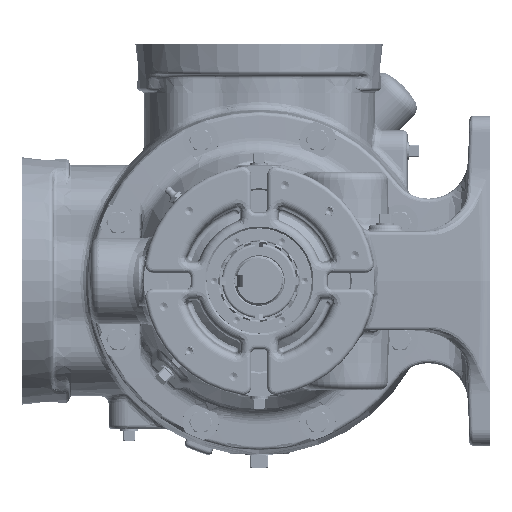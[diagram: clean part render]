
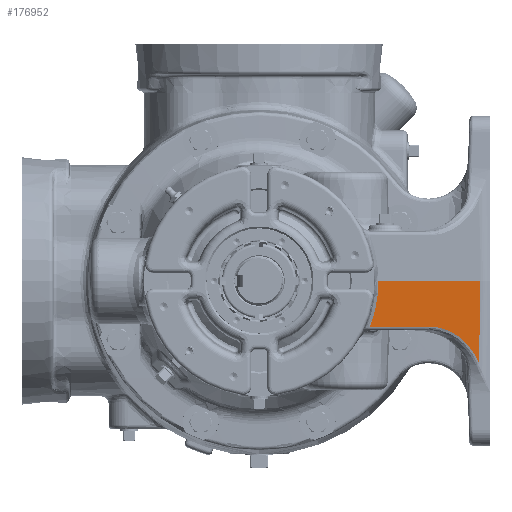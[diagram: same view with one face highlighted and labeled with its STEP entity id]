
A CAD part, left-side view. The second image highlights one B-rep face of the part: STEP entity #176952.
In plain terms, the highlighted planar face has unit normal (-0.642, -0.766, -0.035).
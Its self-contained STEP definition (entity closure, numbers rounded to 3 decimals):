
#3049 = PLANE ( 'NONE',  #308614 ) ;
#6217 = FACE_OUTER_BOUND ( 'NONE', #227195, .T. ) ;
#11862 = CARTESIAN_POINT ( 'NONE',  ( -151.967, -170.39, -0.096 ) ) ;
#13171 = CARTESIAN_POINT ( 'NONE',  ( -149.757, -169.359, -63.389 ) ) ;
#19146 = DIRECTION ( 'NONE',  ( 0.766, -0.643, 0. ) ) ;
#23275 = EDGE_CURVE ( 'NONE', #81343, #220882, #170127, .T. ) ;
#30220 = CARTESIAN_POINT ( 'NONE',  ( -245.542, -91.876, 0. ) ) ;
#32918 = DIRECTION ( 'NONE',  ( 0.766, -0.643, 0. ) ) ;
#34230 = VERTEX_POINT ( 'NONE', #147889 ) ;
#35926 = LINE ( 'NONE', #11862, #233496 ) ;
#40470 = CARTESIAN_POINT ( 'NONE',  ( -197.121, -130.903, -35.158 ) ) ;
#45378 = CARTESIAN_POINT ( 'NONE',  ( -149.757, -169.359, -63.389 ) ) ;
#51195 = CARTESIAN_POINT ( 'NONE',  ( -136.924, -183.017, 0. ) ) ;
#53326 = EDGE_CURVE ( 'NONE', #34230, #256803, #314416, .T. ) ;
#65984 = CARTESIAN_POINT ( 'NONE',  ( -176.835, -147.926, -35.158 ) ) ;
#71970 = CARTESIAN_POINT ( 'NONE',  ( -246.892, -89.654, -23.882 ) ) ;
#78306 = CARTESIAN_POINT ( 'NONE',  ( -251.307, -85.435, -35.158 ) ) ;
#81343 = VERTEX_POINT ( 'NONE', #40470 ) ;
#97094 = VECTOR ( 'NONE', #19146, 1000. ) ;
#115177 = ORIENTED_EDGE ( 'NONE', *, *, #296483, .F. ) ;
#117287 = CARTESIAN_POINT ( 'NONE',  ( -197.121, -130.903, -35.158 ) ) ;
#124990 = DIRECTION ( 'NONE',  ( 0.766, -0.643, 0. ) ) ;
#132361 = LINE ( 'NONE', #227101, #254115 ) ;
#142415 = ORIENTED_EDGE ( 'NONE', *, *, #23275, .T. ) ;
#147889 = CARTESIAN_POINT ( 'NONE',  ( -245.542, -91.876, 0. ) ) ;
#149966 = ORIENTED_EDGE ( 'NONE', *, *, #53326, .T. ) ;
#150820 = CARTESIAN_POINT ( 'NONE',  ( -151.971, -170.391, 0. ) ) ;
#155427 = DIRECTION ( 'NONE',  ( -0.642, -0.766, -0.035 ) ) ;
#157849 = DIRECTION ( 'NONE',  ( -0.035, -0.016, 0.999 ) ) ;
#167088 = EDGE_CURVE ( 'NONE', #256803, #81343, #132361, .T. ) ;
#170127 =( BOUNDED_CURVE ( )  B_SPLINE_CURVE ( 3, ( #117287, #65984, #232984, #13171 ),
 .UNSPECIFIED., .F., .T. ) 
 B_SPLINE_CURVE_WITH_KNOTS ( ( 4, 4 ),
 ( 1.625, 2.7 ),
 .UNSPECIFIED. ) 
 CURVE ( )  GEOMETRIC_REPRESENTATION_ITEM ( )  RATIONAL_B_SPLINE_CURVE ( ( 1., 0.906, 0.906, 1. ) ) 
 REPRESENTATION_ITEM ( '' )  );
#171454 = CARTESIAN_POINT ( 'NONE',  ( -136.924, -183.017, 0. ) ) ;
#176952 = ADVANCED_FACE ( 'Defeatured_0_3133', ( #6217 ), #3049, .T. ) ;
#196975 = CARTESIAN_POINT ( 'NONE',  ( -251.307, -85.435, -35.158 ) ) ;
#218086 = CARTESIAN_POINT ( 'NONE',  ( -244.95, -91.824, -12.04 ) ) ;
#220882 = VERTEX_POINT ( 'NONE', #45378 ) ;
#227101 = CARTESIAN_POINT ( 'NONE',  ( -136.135, -182.077, -35.158 ) ) ;
#227195 = EDGE_LOOP ( 'NONE', ( #115177, #149966, #251975, #142415, #301469 ) ) ;
#232984 = CARTESIAN_POINT ( 'NONE',  ( -159.408, -162.074, -45.545 ) ) ;
#233496 = VECTOR ( 'NONE', #157849, 1000. ) ;
#239968 = EDGE_CURVE ( 'NONE', #220882, #250749, #35926, .T. ) ;
#250749 = VERTEX_POINT ( 'NONE', #150820 ) ;
#251975 = ORIENTED_EDGE ( 'NONE', *, *, #167088, .T. ) ;
#254115 = VECTOR ( 'NONE', #32918, 1000. ) ;
#256803 = VERTEX_POINT ( 'NONE', #196975 ) ;
#293374 = LINE ( 'NONE', #171454, #97094 ) ;
#296483 = EDGE_CURVE ( 'NONE', #34230, #250749, #293374, .T. ) ;
#301469 = ORIENTED_EDGE ( 'NONE', *, *, #239968, .T. ) ;
#308614 = AXIS2_PLACEMENT_3D ( 'NONE', #51195, #155427, #124990 ) ;
#314416 =( BOUNDED_CURVE ( )  B_SPLINE_CURVE ( 3, ( #30220, #218086, #71970, #78306 ),
 .UNSPECIFIED., .F., .F. ) 
 B_SPLINE_CURVE_WITH_KNOTS ( ( 4, 4 ),
 ( 3.1, 3.454 ),
 .UNSPECIFIED. ) 
 CURVE ( )  GEOMETRIC_REPRESENTATION_ITEM ( )  RATIONAL_B_SPLINE_CURVE ( ( 1., 0.99, 0.99, 1. ) ) 
 REPRESENTATION_ITEM ( '' )  );
